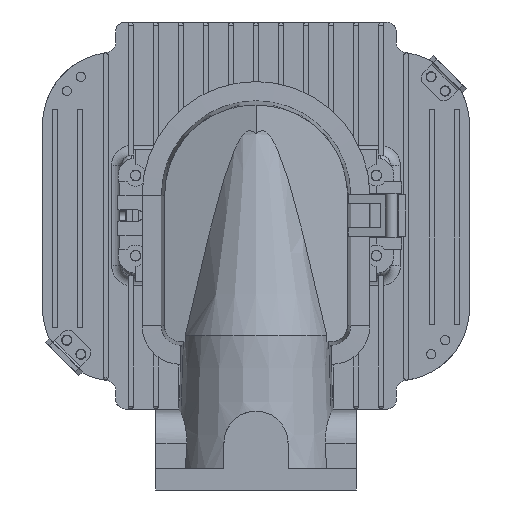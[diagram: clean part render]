
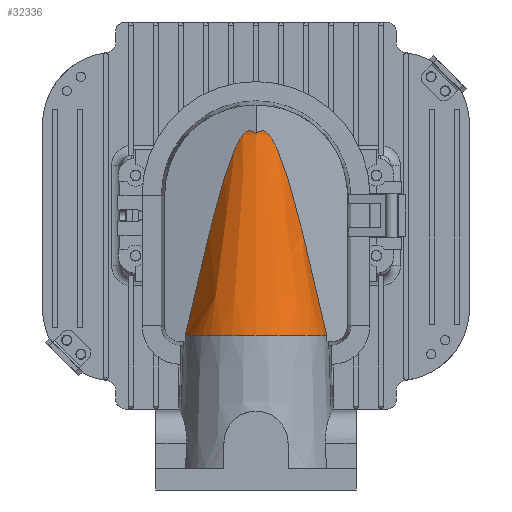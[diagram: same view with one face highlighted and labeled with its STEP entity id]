
A CAD part, front view. The second image highlights one B-rep face of the part: STEP entity #32336.
In plain terms, the highlighted conical face has half-angle 11.853 degrees and reference radius 32.204 mm.
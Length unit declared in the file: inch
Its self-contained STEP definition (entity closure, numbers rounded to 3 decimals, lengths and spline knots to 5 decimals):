
#29966=CARTESIAN_POINT('',(-5.13835,0.37534,
1.76263));
#29967=CARTESIAN_POINT('',(-4.95295,0.3842,
1.72096));
#29968=CARTESIAN_POINT('',(-4.59863,0.40124,
1.64079));
#29969=CARTESIAN_POINT('',(-4.11875,0.42466,
1.53061));
#29970=CARTESIAN_POINT('',(-3.68402,0.44622,
1.42915));
#29971=CARTESIAN_POINT('',(-3.29107,0.46608,
1.33575));
#29972=CARTESIAN_POINT('',(-2.93564,0.48441,
1.24952));
#29973=CARTESIAN_POINT('',(-2.61405,0.50137,
1.16972));
#29974=CARTESIAN_POINT('',(-2.32338,0.51709,
1.09576));
#29975=CARTESIAN_POINT('',(-2.06093,0.53168,
1.0271));
#29976=CARTESIAN_POINT('',(-1.82354,0.54529,
0.96308));
#29977=CARTESIAN_POINT('',(-1.60898,0.55801,
0.90324));
#29978=CARTESIAN_POINT('',(-1.41526,0.56993,
0.84718));
#29979=CARTESIAN_POINT('',(-1.2405,0.58112,
0.79453));
#29980=CARTESIAN_POINT('',(-1.08291,0.59167,
0.7449));
#29981=CARTESIAN_POINT('',(-0.94128,0.60162,
0.69809));
#29982=CARTESIAN_POINT('',(-0.81366,0.61107,
0.65362));
#29983=CARTESIAN_POINT('',(-0.69913,0.62006,
0.61131));
#29984=CARTESIAN_POINT('',(-0.59668,0.62864,
0.57097));
#29985=CARTESIAN_POINT('',(-0.5054,0.63683,
0.53241));
#29986=CARTESIAN_POINT('',(-0.4244,0.64469,
0.49542));
#29987=CARTESIAN_POINT('',(-0.35308,0.65224,
0.45993));
#29988=CARTESIAN_POINT('',(-0.29063,0.65951,
0.42573));
#29989=CARTESIAN_POINT('',(-0.23617,0.66657,
0.39251));
#29990=CARTESIAN_POINT('',(-0.18935,0.67343,
0.36021));
#29991=CARTESIAN_POINT('',(-0.14981,0.68012,
0.32878));
#29992=CARTESIAN_POINT('',(-0.11719,0.68662,
0.29816));
#29993=CARTESIAN_POINT('',(-0.09122,0.69296,
0.26835));
#29994=CARTESIAN_POINT('',(-0.07179,0.69903,
0.23978));
#29995=CARTESIAN_POINT('',(-0.05836,0.70481,
0.21262));
#29996=CARTESIAN_POINT('',(-0.05017,0.71029,
0.18681));
#29997=CARTESIAN_POINT('',(-0.04651,0.71561,
0.16177));
#29998=CARTESIAN_POINT('',(-0.04701,0.72083,
0.13725));
#29999=CARTESIAN_POINT('',(-0.05173,0.72618,
0.11207));
#30000=CARTESIAN_POINT('',(-0.06107,0.73171,
0.08606));
#30001=CARTESIAN_POINT('',(-0.07589,0.73755,
0.05856));
#30002=CARTESIAN_POINT('',(-0.09653,0.74361,
0.03006));
#30003=CARTESIAN_POINT('',(-0.11475,0.74785,
0.01012));
#30004=CARTESIAN_POINT('',(-0.125,0.75,0.));
#30366=CARTESIAN_POINT('',(-5.13835,0.37534,
-1.76263));
#30371=CARTESIAN_POINT('',(-5.13835,0.37534,
-1.76263));
#30372=CARTESIAN_POINT('',(-4.95295,0.3842,
-1.72096));
#30373=CARTESIAN_POINT('',(-4.59864,0.40124,
-1.64079));
#30374=CARTESIAN_POINT('',(-4.11876,0.42466,
-1.53061));
#30375=CARTESIAN_POINT('',(-3.68403,0.44622,
-1.42915));
#30376=CARTESIAN_POINT('',(-3.2911,0.46608,
-1.33576));
#30377=CARTESIAN_POINT('',(-2.93564,0.48441,
-1.24953));
#30378=CARTESIAN_POINT('',(-2.61404,0.50137,
-1.16972));
#30379=CARTESIAN_POINT('',(-2.32341,0.51709,
-1.09577));
#30380=CARTESIAN_POINT('',(-2.06092,0.53168,
-1.0271));
#30381=CARTESIAN_POINT('',(-1.82351,0.54529,
-0.96307));
#30382=CARTESIAN_POINT('',(-1.60895,0.55801,
-0.90323));
#30383=CARTESIAN_POINT('',(-1.41523,0.56993,
-0.84717));
#30384=CARTESIAN_POINT('',(-1.24047,0.58112,
-0.79452));
#30385=CARTESIAN_POINT('',(-1.0829,0.59167,
-0.7449));
#30386=CARTESIAN_POINT('',(-0.94128,0.60162,
-0.69809));
#30387=CARTESIAN_POINT('',(-0.81366,0.61107,
-0.65362));
#30388=CARTESIAN_POINT('',(-0.69913,0.62006,
-0.61131));
#30389=CARTESIAN_POINT('',(-0.59669,0.62864,
-0.57097));
#30390=CARTESIAN_POINT('',(-0.50542,0.63683,
-0.53241));
#30391=CARTESIAN_POINT('',(-0.42442,0.64469,
-0.49543));
#30392=CARTESIAN_POINT('',(-0.35311,0.65224,
-0.45994));
#30393=CARTESIAN_POINT('',(-0.29066,0.65951,
-0.42574));
#30394=CARTESIAN_POINT('',(-0.23621,0.66657,
-0.39253));
#30395=CARTESIAN_POINT('',(-0.18939,0.67343,
-0.36024));
#30396=CARTESIAN_POINT('',(-0.14984,0.68011,
-0.3288));
#30397=CARTESIAN_POINT('',(-0.11722,0.68662,
-0.29818));
#30398=CARTESIAN_POINT('',(-0.09124,0.69296,
-0.26837));
#30399=CARTESIAN_POINT('',(-0.0718,0.69903,
-0.23979));
#30400=CARTESIAN_POINT('',(-0.05837,0.7048,
-0.21263));
#30401=CARTESIAN_POINT('',(-0.05017,0.71029,
-0.18681));
#30402=CARTESIAN_POINT('',(-0.04651,0.71562,
-0.16176));
#30403=CARTESIAN_POINT('',(-0.04701,0.72083,
-0.13724));
#30404=CARTESIAN_POINT('',(-0.05173,0.72618,
-0.11206));
#30405=CARTESIAN_POINT('',(-0.06107,0.73171,
-0.08606));
#30406=CARTESIAN_POINT('',(-0.07589,0.73755,
-0.05855));
#30407=CARTESIAN_POINT('',(-0.09653,0.74361,
-0.03005));
#30408=CARTESIAN_POINT('',(-0.11475,0.74785,
-0.01012));
#30409=CARTESIAN_POINT('',(-0.125,0.75,0.));
#30411=CARTESIAN_POINT('',(-5.13835,0.,0.));
#30412=DIRECTION('',(-1.,0.,0.));
#30413=DIRECTION('',(0.,0.208,0.978));
#30414=AXIS2_PLACEMENT_3D('',#30411,#30412,#30413);
#31039=VERTEX_POINT('',#30366);
#31040=CARTESIAN_POINT('',(-5.13835,0.37534,
1.76263));
#31041=VERTEX_POINT('',#31040);
#31087=VERTEX_POINT('',#30004);
#32326=CARTESIAN_POINT('',(-2.59258,0.,0.));
#32327=DIRECTION('',(-1.,0.,0.));
#32328=DIRECTION('',(0.,0.,-1.));
#32329=AXIS2_PLACEMENT_3D('',#32326,#32327,#32328);
#32330=CONICAL_SURFACE('',#32329,1.26787,11.853);
#32331=ORIENTED_EDGE('',*,*,#32315,.T.);
#32332=ORIENTED_EDGE('',*,*,#31874,.F.);
#32333=ORIENTED_EDGE('',*,*,#31569,.T.);
#32334=EDGE_LOOP('',(#32331,#32332,#32333));
#32335=FACE_OUTER_BOUND('',#32334,.F.);
#32336=ADVANCED_FACE('',(#32335),#32330,.T.);
#30005=B_SPLINE_CURVE_WITH_KNOTS('',3,(#29966,#29967,#29968,#29969,#29970,
#29971,#29972,#29973,#29974,#29975,#29976,#29977,#29978,#29979,#29980,#29981,
#29982,#29983,#29984,#29985,#29986,#29987,#29988,#29989,#29990,#29991,#29992,
#29993,#29994,#29995,#29996,#29997,#29998,#29999,#30000,#30001,#30002,#30003,
#30004),.UNSPECIFIED.,.F.,.F.,(4,1,1,1,1,1,1,1,1,1,1,1,1,1,1,1,1,1,1,1,1,1,1,1,
1,1,1,1,1,1,1,1,1,1,1,1,4),(0.,0.02778,0.05556,
0.08333,0.11111,0.13889,0.16667,
0.19444,0.22222,0.25,0.27778,0.30556,
0.33333,0.36111,0.38889,0.41667,
0.44444,0.47222,0.5,0.52778,0.55556,
0.58333,0.61111,0.63889,0.66667,
0.69444,0.72222,0.75,0.77778,0.80556,
0.83333,0.86111,0.88889,0.91667,
0.94444,0.97222,1.),.UNSPECIFIED.);
#30410=B_SPLINE_CURVE_WITH_KNOTS('',3,(#30371,#30372,#30373,#30374,#30375,
#30376,#30377,#30378,#30379,#30380,#30381,#30382,#30383,#30384,#30385,#30386,
#30387,#30388,#30389,#30390,#30391,#30392,#30393,#30394,#30395,#30396,#30397,
#30398,#30399,#30400,#30401,#30402,#30403,#30404,#30405,#30406,#30407,#30408,
#30409),.UNSPECIFIED.,.F.,.F.,(4,1,1,1,1,1,1,1,1,1,1,1,1,1,1,1,1,1,1,1,1,1,1,1,
1,1,1,1,1,1,1,1,1,1,1,1,4),(0.,0.02778,0.05556,
0.08333,0.11111,0.13889,0.16667,
0.19444,0.22222,0.25,0.27778,0.30556,
0.33333,0.36111,0.38889,0.41667,
0.44444,0.47222,0.5,0.52778,0.55556,
0.58333,0.61111,0.63889,0.66667,
0.69444,0.72222,0.75,0.77778,0.80556,
0.83333,0.86111,0.88889,0.91667,
0.94444,0.97222,1.),.UNSPECIFIED.);
#30415=CIRCLE('',#30414,1.80215);
#31569=EDGE_CURVE('',#31041,#31039,#30415,.T.);
#31874=EDGE_CURVE('',#31041,#31087,#30005,.T.);
#32315=EDGE_CURVE('',#31039,#31087,#30410,.T.);
